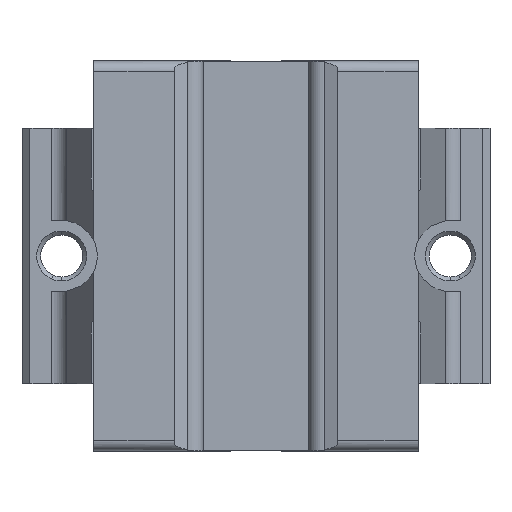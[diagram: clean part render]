
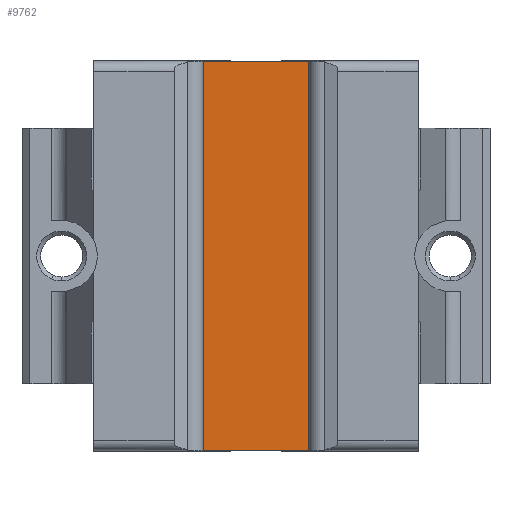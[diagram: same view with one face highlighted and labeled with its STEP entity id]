
A CAD part, front view. The second image highlights one B-rep face of the part: STEP entity #9762.
In plain terms, the highlighted planar face has unit normal (0, -1, 0).
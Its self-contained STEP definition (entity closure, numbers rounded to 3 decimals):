
#148 = EDGE_CURVE ( 'NONE', #16417, #16786, #8142, .T. ) ;
#149 = EDGE_CURVE ( 'NONE', #16614, #16950, #8147, .T. ) ;
#1969 = CARTESIAN_POINT ( 'NONE',  ( -7.255, -7.695, -24.55 ) ) ;
#2679 = CARTESIAN_POINT ( 'NONE',  ( 7.255, -7.695, -24.55 ) ) ;
#3194 = CARTESIAN_POINT ( 'NONE',  ( -20.5, -7.695, -24.55 ) ) ;
#3200 = DIRECTION ( 'NONE',  ( -1., 0., 0. ) ) ;
#3318 = EDGE_LOOP ( 'NONE', ( #12530, #12512, #12522, #12619 ) ) ;
#4033 = FACE_OUTER_BOUND ( 'NONE', #3318, .T. ) ;
#5887 = CARTESIAN_POINT ( 'NONE',  ( 7.255, -7.695, -24.6 ) ) ;
#5888 = PLANE ( 'NONE',  #6656 ) ;
#5890 = DIRECTION ( 'NONE',  ( 0., 1., 0. ) ) ;
#5891 = DIRECTION ( 'NONE',  ( -1., 0., 0. ) ) ;
#6656 = AXIS2_PLACEMENT_3D ( 'NONE', #5887, #5890, #5891 ) ;
#8142 = LINE ( 'NONE', #11444, #8156 ) ;
#8147 = LINE ( 'NONE', #11442, #8163 ) ;
#8156 = VECTOR ( 'NONE', #11441, 1000. ) ;
#8163 = VECTOR ( 'NONE', #11439, 1000. ) ;
#8415 = CARTESIAN_POINT ( 'NONE',  ( -7.255, -7.695, 24.55 ) ) ;
#9291 = CARTESIAN_POINT ( 'NONE',  ( 7.255, -7.695, 24.55 ) ) ;
#9762 = ADVANCED_FACE ( 'NONE', ( #4033 ), #5888, .F. ) ;
#10739 = VECTOR ( 'NONE', #15660, 1000. ) ;
#10740 = LINE ( 'NONE', #15659, #10739 ) ;
#11439 = DIRECTION ( 'NONE',  ( 0., 0., 1. ) ) ;
#11441 = DIRECTION ( 'NONE',  ( 0., 0., 1. ) ) ;
#11442 = CARTESIAN_POINT ( 'NONE',  ( 7.255, -7.695, -24.6 ) ) ;
#11444 = CARTESIAN_POINT ( 'NONE',  ( -7.255, -7.695, -24.6 ) ) ;
#12512 = ORIENTED_EDGE ( 'NONE', *, *, #16229, .T. ) ;
#12522 = ORIENTED_EDGE ( 'NONE', *, *, #148, .F. ) ;
#12530 = ORIENTED_EDGE ( 'NONE', *, *, #149, .T. ) ;
#12619 = ORIENTED_EDGE ( 'NONE', *, *, #16771, .F. ) ;
#15659 = CARTESIAN_POINT ( 'NONE',  ( 7.255, -7.695, 24.55 ) ) ;
#15660 = DIRECTION ( 'NONE',  ( -1., 0., 0. ) ) ;
#16132 = VECTOR ( 'NONE', #3200, 1000. ) ;
#16135 = LINE ( 'NONE', #3194, #16132 ) ;
#16229 = EDGE_CURVE ( 'NONE', #16950, #16786, #10740, .T. ) ;
#16417 = VERTEX_POINT ( 'NONE', #1969 ) ;
#16614 = VERTEX_POINT ( 'NONE', #2679 ) ;
#16771 = EDGE_CURVE ( 'NONE', #16614, #16417, #16135, .T. ) ;
#16786 = VERTEX_POINT ( 'NONE', #8415 ) ;
#16950 = VERTEX_POINT ( 'NONE', #9291 ) ;
